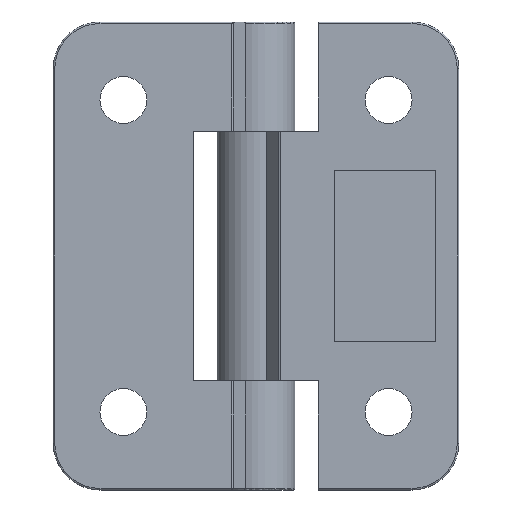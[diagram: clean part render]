
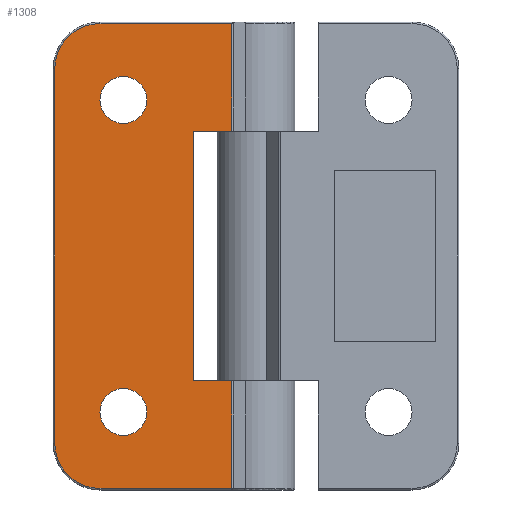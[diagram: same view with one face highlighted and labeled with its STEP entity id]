
A CAD part, front view. The second image highlights one B-rep face of the part: STEP entity #1308.
In plain terms, the highlighted planar face has unit normal (0, -1, 0).
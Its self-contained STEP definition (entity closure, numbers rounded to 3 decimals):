
#94=FACE_BOUND('',#295,.T.);
#95=FACE_BOUND('',#296,.T.);
#128=CIRCLE('',#1404,2.9);
#129=CIRCLE('',#1405,2.9);
#130=CIRCLE('',#1406,1.5);
#131=CIRCLE('',#1407,1.5);
#209=FACE_OUTER_BOUND('',#294,.T.);
#294=EDGE_LOOP('',(#938,#939,#940,#941,#942,#943,#944,#945,#946,#947));
#295=EDGE_LOOP('',(#948));
#296=EDGE_LOOP('',(#949));
#407=LINE('',#2032,#505);
#411=LINE('',#2040,#509);
#414=LINE('',#2054,#512);
#417=LINE('',#2068,#515);
#418=LINE('',#2070,#516);
#419=LINE('',#2074,#517);
#420=LINE('',#2078,#518);
#421=LINE('',#2079,#519);
#505=VECTOR('',#1585,16.);
#509=VECTOR('',#1591,2.449);
#512=VECTOR('',#1604,2.449);
#515=VECTOR('',#1617,6.9);
#516=VECTOR('',#1618,8.449);
#517=VECTOR('',#1621,24.);
#518=VECTOR('',#1624,8.449);
#519=VECTOR('',#1625,6.9);
#599=VERTEX_POINT('',#2030);
#600=VERTEX_POINT('',#2031);
#603=VERTEX_POINT('',#2039);
#609=VERTEX_POINT('',#2053);
#615=VERTEX_POINT('',#2067);
#616=VERTEX_POINT('',#2069);
#617=VERTEX_POINT('',#2071);
#618=VERTEX_POINT('',#2073);
#619=VERTEX_POINT('',#2075);
#620=VERTEX_POINT('',#2077);
#621=VERTEX_POINT('',#2080);
#622=VERTEX_POINT('',#2082);
#725=EDGE_CURVE('',#599,#600,#407,.T.);
#729=EDGE_CURVE('',#600,#603,#411,.T.);
#736=EDGE_CURVE('',#609,#599,#414,.T.);
#743=EDGE_CURVE('',#615,#603,#417,.T.);
#744=EDGE_CURVE('',#616,#615,#418,.T.);
#745=EDGE_CURVE('',#617,#616,#128,.T.);
#746=EDGE_CURVE('',#618,#617,#419,.T.);
#747=EDGE_CURVE('',#619,#618,#129,.T.);
#748=EDGE_CURVE('',#620,#619,#420,.T.);
#749=EDGE_CURVE('',#609,#620,#421,.T.);
#750=EDGE_CURVE('',#621,#621,#130,.T.);
#751=EDGE_CURVE('',#622,#622,#131,.T.);
#938=ORIENTED_EDGE('',*,*,#736,.T.);
#939=ORIENTED_EDGE('',*,*,#725,.T.);
#940=ORIENTED_EDGE('',*,*,#729,.T.);
#941=ORIENTED_EDGE('',*,*,#743,.F.);
#942=ORIENTED_EDGE('',*,*,#744,.F.);
#943=ORIENTED_EDGE('',*,*,#745,.F.);
#944=ORIENTED_EDGE('',*,*,#746,.F.);
#945=ORIENTED_EDGE('',*,*,#747,.F.);
#946=ORIENTED_EDGE('',*,*,#748,.F.);
#947=ORIENTED_EDGE('',*,*,#749,.F.);
#948=ORIENTED_EDGE('',*,*,#750,.T.);
#949=ORIENTED_EDGE('',*,*,#751,.T.);
#1276=PLANE('',#1403);
#1308=ADVANCED_FACE('',(#209,#94,#95),#1276,.T.);
#1403=AXIS2_PLACEMENT_3D('',#2066,#1615,#1616);
#1404=AXIS2_PLACEMENT_3D('',#2072,#1619,#1620);
#1405=AXIS2_PLACEMENT_3D('',#2076,#1622,#1623);
#1406=AXIS2_PLACEMENT_3D('',#2081,#1626,#1627);
#1407=AXIS2_PLACEMENT_3D('',#2083,#1628,#1629);
#1585=DIRECTION('',(0.,0.,1.));
#1591=DIRECTION('',(1.,0.,0.));
#1604=DIRECTION('',(-1.,0.,0.));
#1615=DIRECTION('center_axis',(0.,-1.,0.));
#1616=DIRECTION('ref_axis',(1.,0.,0.));
#1617=DIRECTION('',(0.,0.,-1.));
#1618=DIRECTION('',(1.,0.,0.));
#1619=DIRECTION('center_axis',(0.,1.,0.));
#1620=DIRECTION('ref_axis',(-0.707,0.,0.707));
#1621=DIRECTION('',(0.,0.,1.));
#1622=DIRECTION('center_axis',(0.,1.,0.));
#1623=DIRECTION('ref_axis',(-0.707,0.,-0.707));
#1624=DIRECTION('',(-1.,0.,0.));
#1625=DIRECTION('',(0.,0.,-1.));
#1626=DIRECTION('center_axis',(0.,1.,0.));
#1627=DIRECTION('ref_axis',(1.,0.,0.));
#1628=DIRECTION('center_axis',(0.,1.,0.));
#1629=DIRECTION('ref_axis',(1.,0.,0.));
#2030=CARTESIAN_POINT('',(-4.,0.,-8.));
#2031=CARTESIAN_POINT('',(-4.,0.,8.));
#2032=CARTESIAN_POINT('',(-4.,0.,-4.));
#2039=CARTESIAN_POINT('',(-1.551,0.,8.));
#2040=CARTESIAN_POINT('',(-8.5,0.,8.));
#2053=CARTESIAN_POINT('',(-1.551,0.,-8.));
#2054=CARTESIAN_POINT('',(-3.948,0.,-8.));
#2066=CARTESIAN_POINT('Origin',(-13.,0.,0.));
#2067=CARTESIAN_POINT('',(-1.551,0.,14.9));
#2068=CARTESIAN_POINT('',(-1.551,0.,0.));
#2069=CARTESIAN_POINT('',(-10.,0.,14.9));
#2070=CARTESIAN_POINT('',(-6.5,0.,14.9));
#2071=CARTESIAN_POINT('',(-12.9,0.,12.));
#2072=CARTESIAN_POINT('Origin',(-10.,0.,12.));
#2073=CARTESIAN_POINT('',(-12.9,0.,-12.));
#2074=CARTESIAN_POINT('',(-12.9,0.,0.));
#2075=CARTESIAN_POINT('',(-10.,0.,-14.9));
#2076=CARTESIAN_POINT('Origin',(-10.,0.,-12.));
#2077=CARTESIAN_POINT('',(-1.551,0.,-14.9));
#2078=CARTESIAN_POINT('',(-6.5,0.,-14.9));
#2079=CARTESIAN_POINT('',(-1.551,0.,0.));
#2080=CARTESIAN_POINT('',(-10.,0.,-10.));
#2081=CARTESIAN_POINT('Origin',(-8.5,0.,-10.));
#2082=CARTESIAN_POINT('',(-10.,0.,10.));
#2083=CARTESIAN_POINT('Origin',(-8.5,0.,10.));
